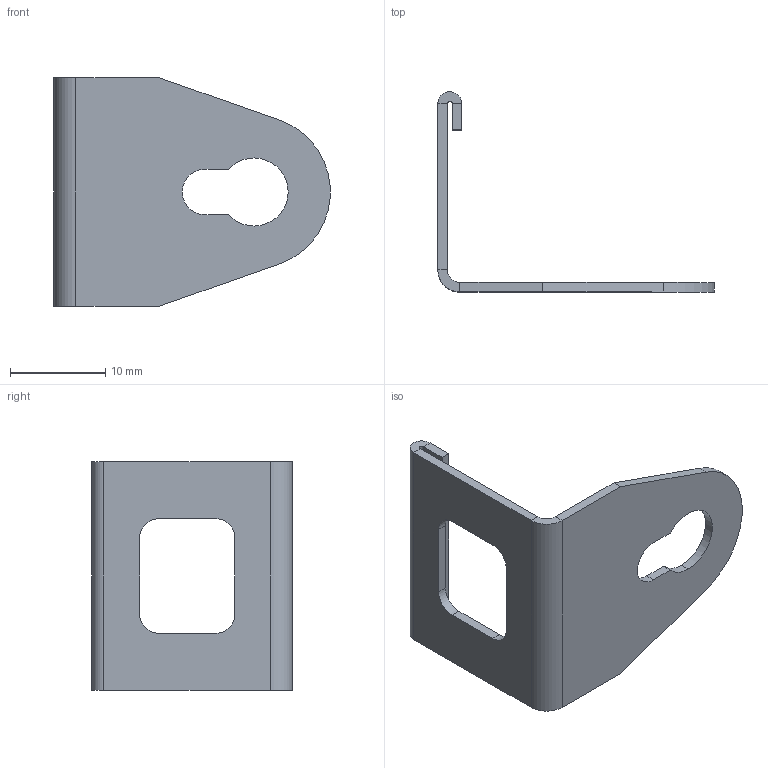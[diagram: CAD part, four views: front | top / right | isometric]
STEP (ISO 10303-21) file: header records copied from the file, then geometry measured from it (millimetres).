
FILE_DESCRIPTION (( 'STEP AP214' ), '1' );
FILE_NAME ('sheetmetal_01.STEP', '2021-10-21T16:58:11', ( '' ), ( '' ), 'SwSTEP 2.0', 'SolidWorks 2020', '' );
FILE_SCHEMA (( 'AUTOMOTIVE_DESIGN' ));
Length unit declared in the file: millimetre
Products named in the file (1): sheetmetal_01
Bounding box: 28.97 x 21 x 24 mm (x, y, z)
Volume: 949.8 mm3; surface area: 2108.5 mm2
Topology: 1 solids, 1 shells, 38 faces, 92 edges, 56 vertices
Faces by surface type: plane 25, cylinder 13
Entity records: 1136 total; most frequent: DIRECTION 196, CARTESIAN_POINT 187, ORIENTED_EDGE 184, EDGE_CURVE 92, LINE 66, VECTOR 66, AXIS2_PLACEMENT_3D 65, VERTEX_POINT 56
